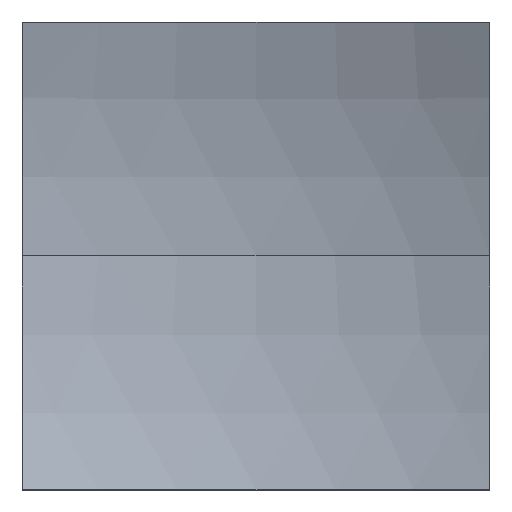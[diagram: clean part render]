
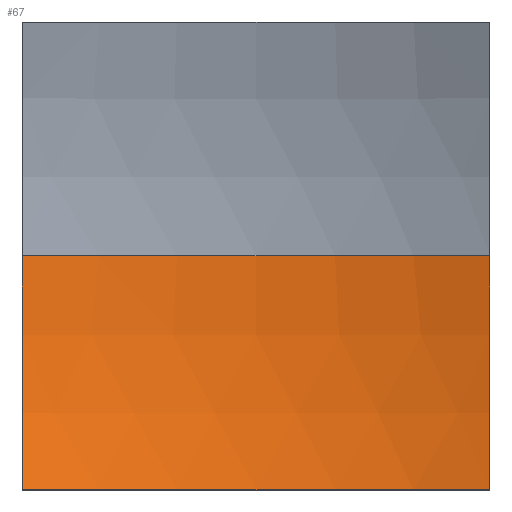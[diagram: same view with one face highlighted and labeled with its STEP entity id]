
A CAD part, top view. The second image highlights one B-rep face of the part: STEP entity #67.
In plain terms, the highlighted spherical face has radius 20 mm.
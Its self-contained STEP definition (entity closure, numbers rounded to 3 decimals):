
#4 = CARTESIAN_POINT ( 'NONE',  ( 6.25, 0., 4.002 ) ) ;
#5 = DIRECTION ( 'NONE',  ( 0., 1., 0. ) ) ;
#7 = AXIS2_PLACEMENT_3D ( 'NONE', #27, #5, #236 ) ;
#14 = ORIENTED_EDGE ( 'NONE', *, *, #207, .F. ) ;
#18 = DIRECTION ( 'NONE',  ( 0., 1., 0. ) ) ;
#27 = CARTESIAN_POINT ( 'NONE',  ( 0., 0., 23. ) ) ;
#32 = EDGE_LOOP ( 'NONE', ( #192, #167, #110, #14, #208 ) ) ;
#34 = VERTEX_POINT ( 'NONE', #65 ) ;
#37 = AXIS2_PLACEMENT_3D ( 'NONE', #209, #18, #98 ) ;
#44 = FACE_OUTER_BOUND ( 'NONE', #32, .T. ) ;
#62 = DIRECTION ( 'NONE',  ( 0., 1., 0. ) ) ;
#63 = DIRECTION ( 'NONE',  ( 1., 0., 0. ) ) ;
#64 = AXIS2_PLACEMENT_3D ( 'NONE', #200, #202, #74 ) ;
#65 = CARTESIAN_POINT ( 'NONE',  ( 6.25, -6.25, 5.059 ) ) ;
#66 = CARTESIAN_POINT ( 'NONE',  ( -6.25, -6.25, 5.059 ) ) ;
#67 = ADVANCED_FACE ( 'NONE', ( #44 ), #85, .F. ) ;
#73 = VERTEX_POINT ( 'NONE', #183 ) ;
#74 = DIRECTION ( 'NONE',  ( 0., 0., -1. ) ) ;
#85 = SPHERICAL_SURFACE ( 'NONE', #7, 20. ) ;
#90 = EDGE_CURVE ( 'NONE', #149, #73, #215, .T. ) ;
#96 = AXIS2_PLACEMENT_3D ( 'NONE', #193, #121, #246 ) ;
#98 = DIRECTION ( 'NONE',  ( 0., 0., 1. ) ) ;
#110 = ORIENTED_EDGE ( 'NONE', *, *, #203, .F. ) ;
#116 = EDGE_CURVE ( 'NONE', #34, #146, #178, .T. ) ;
#119 = CIRCLE ( 'NONE', #96, 18.998 ) ;
#121 = DIRECTION ( 'NONE',  ( 1., 0., 0. ) ) ;
#138 = CIRCLE ( 'NONE', #37, 18.998 ) ;
#141 = AXIS2_PLACEMENT_3D ( 'NONE', #182, #63, #237 ) ;
#145 = CARTESIAN_POINT ( 'NONE',  ( 0., 0., 3. ) ) ;
#146 = VERTEX_POINT ( 'NONE', #4 ) ;
#147 = VERTEX_POINT ( 'NONE', #66 ) ;
#149 = VERTEX_POINT ( 'NONE', #145 ) ;
#167 = ORIENTED_EDGE ( 'NONE', *, *, #90, .T. ) ;
#168 = CIRCLE ( 'NONE', #64, 20. ) ;
#172 = EDGE_CURVE ( 'NONE', #149, #146, #168, .T. ) ;
#178 = CIRCLE ( 'NONE', #141, 18.998 ) ;
#182 = CARTESIAN_POINT ( 'NONE',  ( 6.25, 0., 23. ) ) ;
#183 = CARTESIAN_POINT ( 'NONE',  ( -6.25, 0., 4.002 ) ) ;
#184 = DIRECTION ( 'NONE',  ( -1., 0., 0. ) ) ;
#192 = ORIENTED_EDGE ( 'NONE', *, *, #172, .F. ) ;
#193 = CARTESIAN_POINT ( 'NONE',  ( -6.25, 0., 23. ) ) ;
#200 = CARTESIAN_POINT ( 'NONE',  ( 0., 0., 23. ) ) ;
#202 = DIRECTION ( 'NONE',  ( 0., -1., 0. ) ) ;
#203 = EDGE_CURVE ( 'NONE', #147, #73, #119, .T. ) ;
#207 = EDGE_CURVE ( 'NONE', #34, #147, #138, .T. ) ;
#208 = ORIENTED_EDGE ( 'NONE', *, *, #116, .T. ) ;
#209 = CARTESIAN_POINT ( 'NONE',  ( 0., -6.25, 23. ) ) ;
#215 = CIRCLE ( 'NONE', #231, 20. ) ;
#231 = AXIS2_PLACEMENT_3D ( 'NONE', #234, #62, #184 ) ;
#234 = CARTESIAN_POINT ( 'NONE',  ( 0., 0., 23. ) ) ;
#236 = DIRECTION ( 'NONE',  ( 1., 0., 0. ) ) ;
#237 = DIRECTION ( 'NONE',  ( 0., 0., -1. ) ) ;
#246 = DIRECTION ( 'NONE',  ( 0., 0., -1. ) ) ;
